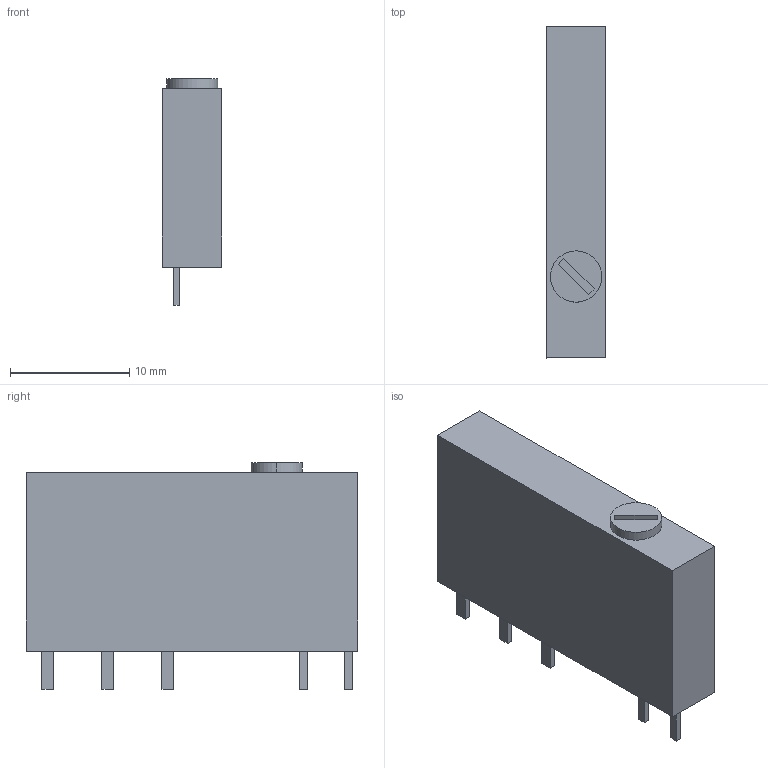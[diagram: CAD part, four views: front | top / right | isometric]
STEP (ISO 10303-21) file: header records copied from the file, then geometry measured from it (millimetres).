
FILE_DESCRIPTION(('CATIA V5 STEP Exchange','CAx-IF Rec.Pracs.--- Model Styling and Organization---1.4--- 2014-01-23'),'2;1');
FILE_NAME ('D1506172_0', '2021-10-13T12:17:36+00:00', ('none'), ('Weidmueller'), 'CATIA Version 5-6 Release 2016 SP3 HF44', 'CATIA V5 STEP AP214', 'none');
FILE_SCHEMA(('AUTOMOTIVE_DESIGN { 1 0 10303 214 1 1 1 1 }'));
Length unit declared in the file: millimetre
Products named in the file (1): S3D_RSS_XXX_TEST_BUTTON
Bounding box: 5 x 27.8 x 19 mm (x, y, z)
Volume: 2102.3 mm3; surface area: 1355.5 mm2
Topology: 7 solids, 7 shells, 45 faces, 110 edges, 80 vertices
Faces by surface type: plane 43, cylinder 2
Entity records: 1401 total; most frequent: CARTESIAN_POINT 235, ORIENTED_EDGE 220, DIRECTION 198, EDGE_CURVE 110, VECTOR 106, LINE 106, VERTEX_POINT 80, AXIS2_PLACEMENT_3D 49
